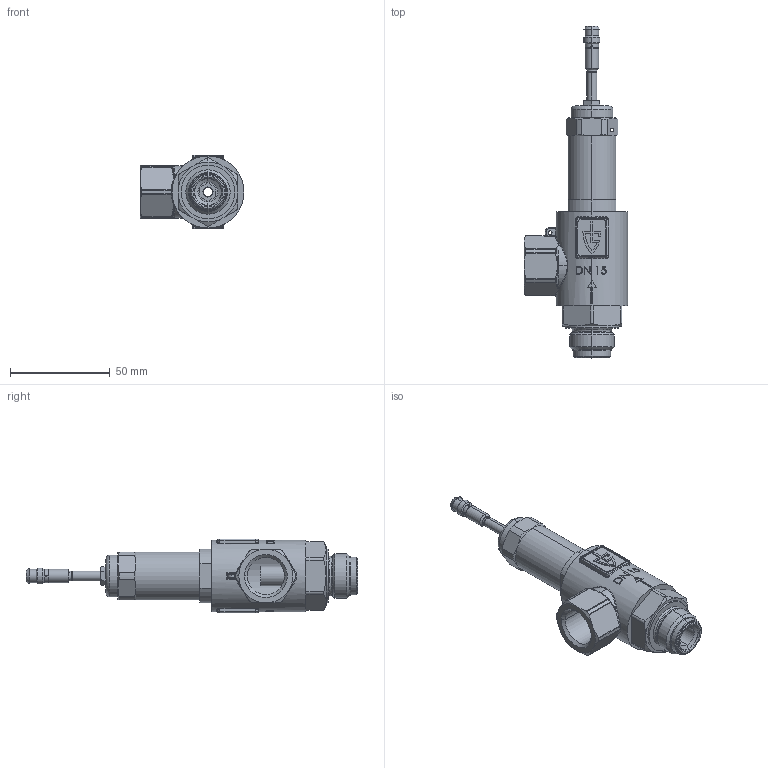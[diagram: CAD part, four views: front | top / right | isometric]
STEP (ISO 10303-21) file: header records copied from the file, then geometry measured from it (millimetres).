
FILE_DESCRIPTION (( 'STEP AP214' ), '1' );
FILE_NAME ('461tXO_15_VCRF_1515 S62.STEP', '2018-07-11T06:33:43', ( '' ), ( '' ), 'SwSTEP 2.0', 'SolidWorks 2018', '' );
FILE_SCHEMA (( 'AUTOMOTIVE_DESIGN' ));
Length unit declared in the file: millimetre
Products named in the file (1): 461tXO_15_VCRF_1515 S62
Bounding box: 52 x 166.1 x 37 mm (x, y, z)
Surface area: 19220.4 mm2 (no closed solid volume)
Topology: 0 solids, 6 shells, 540 faces, 1394 edges, 863 vertices
Faces by surface type: plane 166, cylinder 159, bspline 98, cone 65, torus 49, sphere 3
Entity records: 27041 total; most frequent: CARTESIAN_POINT 8769, ORIENTED_EDGE 2621, DIRECTION 2421, EDGE_CURVE 1387, AXIS2_PLACEMENT_3D 948, VERTEX_POINT 863, EDGE_LOOP 585, UNCERTAINTY_MEASURE_WITH_UNIT 542
